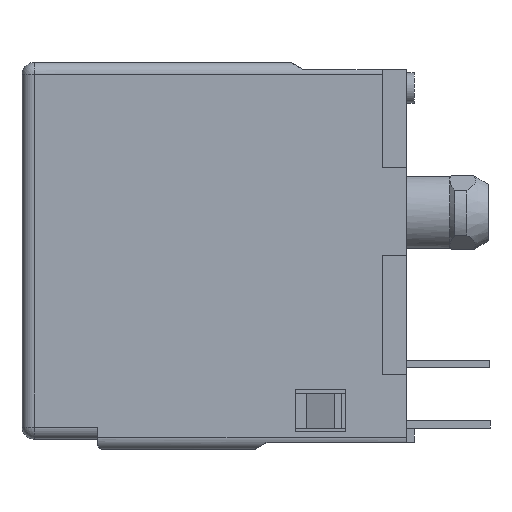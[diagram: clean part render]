
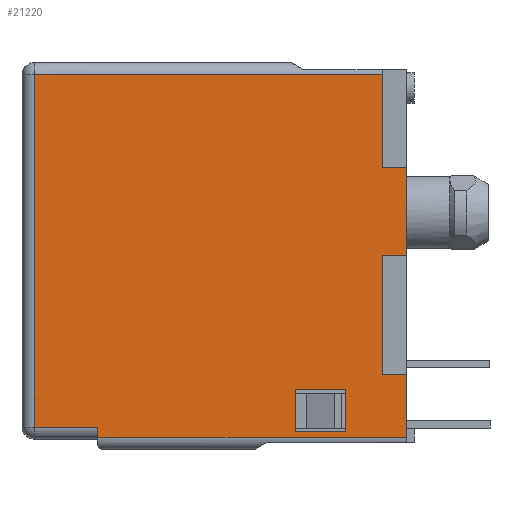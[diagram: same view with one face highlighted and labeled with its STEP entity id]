
A CAD part, left-side view. The second image highlights one B-rep face of the part: STEP entity #21220.
In plain terms, the highlighted planar face has unit normal (-1, 0, 0).
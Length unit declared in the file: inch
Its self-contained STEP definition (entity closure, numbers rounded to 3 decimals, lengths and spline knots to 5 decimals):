
#6088=ORIENTED_EDGE('',*,*,#8638,.T.);
#6089=ORIENTED_EDGE('',*,*,#8357,.T.);
#6090=ORIENTED_EDGE('',*,*,#7593,.T.);
#6091=ORIENTED_EDGE('',*,*,#9733,.T.);
#6092=ORIENTED_EDGE('',*,*,#8405,.T.);
#6093=ORIENTED_EDGE('',*,*,#8396,.T.);
#6094=ORIENTED_EDGE('',*,*,#8559,.T.);
#6095=ORIENTED_EDGE('',*,*,#7629,.T.);
#6096=ORIENTED_EDGE('',*,*,#8561,.T.);
#6097=ORIENTED_EDGE('',*,*,#8394,.F.);
#6098=ORIENTED_EDGE('',*,*,#8563,.T.);
#6099=ORIENTED_EDGE('',*,*,#7625,.T.);
#6100=ORIENTED_EDGE('',*,*,#8565,.T.);
#6101=ORIENTED_EDGE('',*,*,#8387,.F.);
#6102=ORIENTED_EDGE('',*,*,#9734,.T.);
#6103=ORIENTED_EDGE('',*,*,#8627,.T.);
#7593=EDGE_CURVE('',#10516,#10518,#12502,.T.);
#7625=EDGE_CURVE('',#10546,#10545,#12532,.T.);
#7629=EDGE_CURVE('',#10550,#10549,#12536,.T.);
#8357=EDGE_CURVE('',#11042,#10516,#13173,.T.);
#8387=EDGE_CURVE('',#11057,#11058,#13203,.T.);
#8394=EDGE_CURVE('',#11064,#11065,#13209,.T.);
#8396=EDGE_CURVE('',#11066,#11067,#13211,.T.);
#8405=EDGE_CURVE('',#11075,#11066,#13216,.T.);
#8559=EDGE_CURVE('',#11067,#10550,#13319,.T.);
#8561=EDGE_CURVE('',#10549,#11065,#13321,.T.);
#8563=EDGE_CURVE('',#11064,#10546,#13323,.T.);
#8565=EDGE_CURVE('',#10545,#11058,#13325,.T.);
#8627=EDGE_CURVE('',#11209,#11075,#13378,.T.);
#8638=EDGE_CURVE('',#11211,#11042,#13386,.T.);
#9733=EDGE_CURVE('',#10518,#11211,#14353,.T.);
#9734=EDGE_CURVE('',#11057,#11209,#14354,.T.);
#10516=VERTEX_POINT('',#30204);
#10518=VERTEX_POINT('',#30208);
#10545=VERTEX_POINT('',#30269);
#10546=VERTEX_POINT('',#30271);
#10549=VERTEX_POINT('',#30277);
#10550=VERTEX_POINT('',#30279);
#11042=VERTEX_POINT('',#31698);
#11057=VERTEX_POINT('',#31759);
#11058=VERTEX_POINT('',#31760);
#11064=VERTEX_POINT('',#31773);
#11065=VERTEX_POINT('',#31775);
#11066=VERTEX_POINT('',#31779);
#11067=VERTEX_POINT('',#31780);
#11075=VERTEX_POINT('',#31798);
#11209=VERTEX_POINT('',#32272);
#11211=VERTEX_POINT('',#32291);
#12502=LINE('',#30209,#15089);
#12532=LINE('',#30270,#15119);
#12536=LINE('',#30278,#15123);
#13173=LINE('',#31697,#15760);
#13203=LINE('',#31758,#15790);
#13209=LINE('',#31774,#15796);
#13211=LINE('',#31778,#15798);
#13216=LINE('',#31797,#15803);
#13319=LINE('',#32143,#15906);
#13321=LINE('',#32146,#15908);
#13323=LINE('',#32150,#15910);
#13325=LINE('',#32153,#15912);
#13378=LINE('',#32271,#15965);
#13386=LINE('',#32292,#15973);
#14353=LINE('',#35453,#16940);
#14354=LINE('',#35455,#16941);
#15089=VECTOR('',#23949,39.37008);
#15119=VECTOR('',#23987,39.37008);
#15123=VECTOR('',#23991,39.37008);
#15760=VECTOR('',#25192,39.37008);
#15790=VECTOR('',#25254,39.37008);
#15796=VECTOR('',#25264,39.37008);
#15798=VECTOR('',#25268,39.37008);
#15803=VECTOR('',#25283,39.37008);
#15906=VECTOR('',#25574,39.37008);
#15908=VECTOR('',#25578,39.37008);
#15910=VECTOR('',#25584,39.37008);
#15912=VECTOR('',#25588,39.37008);
#15965=VECTOR('',#25705,39.37008);
#15973=VECTOR('',#25733,39.37008);
#16940=VECTOR('',#27726,39.37008);
#16941=VECTOR('',#27729,39.37008);
#18066=EDGE_LOOP('',(#6088,#6089,#6090,#6091));
#18067=EDGE_LOOP('',(#6092,#6093,#6094,#6095,#6096,#6097,#6098,#6099,#6100,
#6101,#6102,#6103));
#19217=FACE_BOUND('',#18066,.T.);
#19218=FACE_BOUND('',#18067,.T.);
#20173=PLANE('',#22621);
#21220=ADVANCED_FACE('',(#19217,#19218),#20173,.F.);
#22621=AXIS2_PLACEMENT_3D('',#35454,#27727,#27728);
#23949=DIRECTION('',(0.,-1.,0.));
#23987=DIRECTION('',(0.,0.,1.));
#23991=DIRECTION('',(0.,0.,1.));
#25192=DIRECTION('',(0.,0.,1.));
#25254=DIRECTION('',(0.,0.,-1.));
#25264=DIRECTION('',(0.,0.,-1.));
#25268=DIRECTION('',(0.,0.,-1.));
#25283=DIRECTION('',(0.,-1.,0.));
#25574=DIRECTION('',(0.,-1.,0.));
#25578=DIRECTION('',(0.,1.,0.));
#25584=DIRECTION('',(0.,-1.,0.));
#25588=DIRECTION('',(0.,1.,0.));
#25705=DIRECTION('',(0.,0.,-1.));
#25733=DIRECTION('',(0.,1.,0.));
#27726=DIRECTION('',(0.,0.,-1.));
#27727=DIRECTION('',(1.,0.,0.));
#27728=DIRECTION('',(0.,1.,0.));
#27729=DIRECTION('',(0.,1.,0.));
#30204=CARTESIAN_POINT('',(-0.305,0.197,-0.292));
#30208=CARTESIAN_POINT('',(-0.305,0.113,-0.292));
#30209=CARTESIAN_POINT('',(-0.305,0.197,-0.292));
#30269=CARTESIAN_POINT('',(-0.305,0.013,0.075));
#30270=CARTESIAN_POINT('',(-0.305,0.013,-0.0715));
#30271=CARTESIAN_POINT('',(-0.305,0.013,-0.07));
#30277=CARTESIAN_POINT('',(-0.305,0.013,-0.267));
#30278=CARTESIAN_POINT('',(-0.305,0.013,-0.0715));
#30279=CARTESIAN_POINT('',(-0.305,0.013,-0.371));
#31697=CARTESIAN_POINT('',(-0.305,0.197,-0.0715));
#31698=CARTESIAN_POINT('',(-0.305,0.197,-0.362));
#31758=CARTESIAN_POINT('',(-0.305,0.053,0.1555));
#31759=CARTESIAN_POINT('',(-0.305,0.053,0.228));
#31760=CARTESIAN_POINT('',(-0.305,0.053,0.075));
#31773=CARTESIAN_POINT('',(-0.305,0.053,-0.07));
#31774=CARTESIAN_POINT('',(-0.305,0.053,0.1555));
#31775=CARTESIAN_POINT('',(-0.305,0.053,-0.267));
#31778=CARTESIAN_POINT('',(-0.305,0.523,-0.354));
#31779=CARTESIAN_POINT('',(-0.305,0.523,-0.354));
#31780=CARTESIAN_POINT('',(-0.305,0.523,-0.371));
#31797=CARTESIAN_POINT('',(-0.305,0.628,-0.354));
#31798=CARTESIAN_POINT('',(-0.305,0.628,-0.354));
#32143=CARTESIAN_POINT('',(-0.305,0.523,-0.371));
#32146=CARTESIAN_POINT('',(-0.305,0.3205,-0.267));
#32150=CARTESIAN_POINT('',(-0.305,0.3205,-0.07));
#32153=CARTESIAN_POINT('',(-0.305,0.3205,0.075));
#32271=CARTESIAN_POINT('',(-0.305,0.628,0.228));
#32272=CARTESIAN_POINT('',(-0.305,0.628,0.228));
#32291=CARTESIAN_POINT('',(-0.305,0.113,-0.362));
#32292=CARTESIAN_POINT('',(-0.305,0.113,-0.362));
#35453=CARTESIAN_POINT('',(-0.305,0.113,-0.292));
#35454=CARTESIAN_POINT('',(-0.305,0.3205,-0.0715));
#35455=CARTESIAN_POINT('',(-0.305,0.053,0.228));
